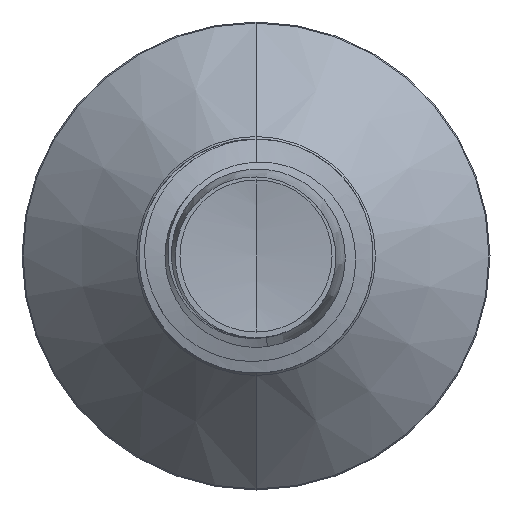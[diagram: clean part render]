
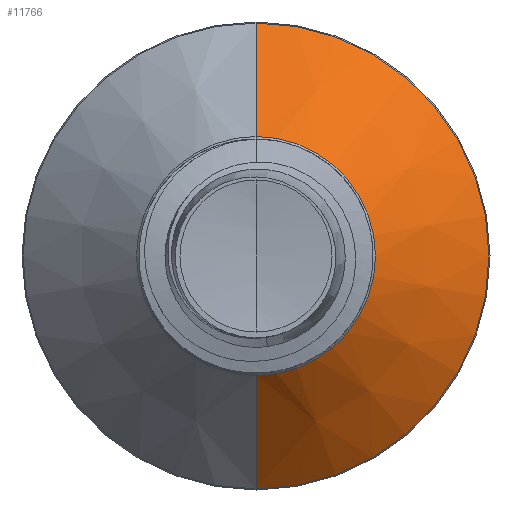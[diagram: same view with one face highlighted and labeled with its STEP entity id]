
A CAD part, front view. The second image highlights one B-rep face of the part: STEP entity #11766.
In plain terms, the highlighted conical face has half-angle 45 degrees and reference radius 2.042 mm.
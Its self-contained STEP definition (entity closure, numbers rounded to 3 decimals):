
#427 = CARTESIAN_POINT ( 'NONE',  ( 0., 5.342, 2.042 ) ) ;
#463 = DIRECTION ( 'NONE',  ( 0., 0., 1. ) ) ;
#517 = DIRECTION ( 'NONE',  ( 0., 1., 0. ) ) ;
#542 = CARTESIAN_POINT ( 'NONE',  ( 0., 7.282, 0. ) ) ;
#1388 = AXIS2_PLACEMENT_3D ( 'NONE', #4385, #4378, #4360 ) ;
#2595 = VERTEX_POINT ( 'NONE', #4576 ) ;
#2909 = LINE ( 'NONE', #4177, #12059 ) ;
#3654 = ORIENTED_EDGE ( 'NONE', *, *, #6090, .T. ) ;
#4152 = DIRECTION ( 'NONE',  ( 0., 0.707, -0.707 ) ) ;
#4177 = CARTESIAN_POINT ( 'NONE',  ( 0., 5.342, -2.042 ) ) ;
#4328 = CARTESIAN_POINT ( 'NONE',  ( 0., 5.342, -2.042 ) ) ;
#4360 = DIRECTION ( 'NONE',  ( 0., 0., 1. ) ) ;
#4378 = DIRECTION ( 'NONE',  ( 0., 1., 0. ) ) ;
#4385 = CARTESIAN_POINT ( 'NONE',  ( 0., 5.342, 0. ) ) ;
#4465 = DIRECTION ( 'NONE',  ( 0., 0., 1. ) ) ;
#4550 = AXIS2_PLACEMENT_3D ( 'NONE', #542, #517, #463 ) ;
#4576 = CARTESIAN_POINT ( 'NONE',  ( 0., 7.282, 3.982 ) ) ;
#4888 = CIRCLE ( 'NONE', #4550, 3.982 ) ;
#4906 = EDGE_CURVE ( 'NONE', #2595, #5444, #4888, .T. ) ;
#5029 = VERTEX_POINT ( 'NONE', #427 ) ;
#5444 = VERTEX_POINT ( 'NONE', #13880 ) ;
#5873 = EDGE_CURVE ( 'NONE', #5029, #6265, #14721, .T. ) ;
#6090 = EDGE_CURVE ( 'NONE', #6265, #5444, #2909, .T. ) ;
#6265 = VERTEX_POINT ( 'NONE', #4328 ) ;
#6578 = CONICAL_SURFACE ( 'NONE', #9819, 2.042, 0.785 ) ;
#7504 = EDGE_CURVE ( 'NONE', #5029, #2595, #10308, .T. ) ;
#8717 = DIRECTION ( 'NONE',  ( 0., 0.707, 0.707 ) ) ;
#8730 = CARTESIAN_POINT ( 'NONE',  ( 0., 5.342, 2.042 ) ) ;
#9319 = ORIENTED_EDGE ( 'NONE', *, *, #4906, .F. ) ;
#9819 = AXIS2_PLACEMENT_3D ( 'NONE', #11353, #12207, #4465 ) ;
#9943 = EDGE_LOOP ( 'NONE', ( #10080, #3654, #9319, #11593 ) ) ;
#10080 = ORIENTED_EDGE ( 'NONE', *, *, #5873, .T. ) ;
#10308 = LINE ( 'NONE', #8730, #14943 ) ;
#11353 = CARTESIAN_POINT ( 'NONE',  ( 0., 5.342, 0. ) ) ;
#11593 = ORIENTED_EDGE ( 'NONE', *, *, #7504, .F. ) ;
#11766 = ADVANCED_FACE ( 'NONE', ( #12333 ), #6578, .T. ) ;
#12059 = VECTOR ( 'NONE', #4152, 1000. ) ;
#12207 = DIRECTION ( 'NONE',  ( 0., 1., 0. ) ) ;
#12333 = FACE_OUTER_BOUND ( 'NONE', #9943, .T. ) ;
#13880 = CARTESIAN_POINT ( 'NONE',  ( 0., 7.282, -3.982 ) ) ;
#14721 = CIRCLE ( 'NONE', #1388, 2.042 ) ;
#14943 = VECTOR ( 'NONE', #8717, 1000. ) ;
